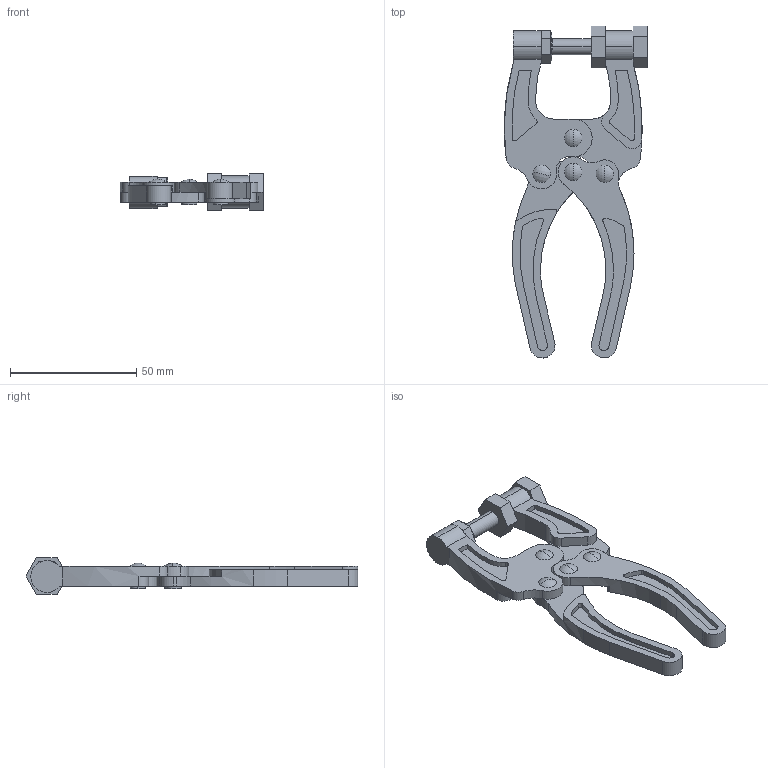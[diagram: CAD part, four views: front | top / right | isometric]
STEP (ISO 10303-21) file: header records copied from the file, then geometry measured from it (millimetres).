
FILE_DESCRIPTION (( 'STEP AP214' ), '1' );
FILE_NAME ('493799(GH-50350).STEP', '2019-01-16T02:55:32', ( 'LinWei' ), ( '' ), 'SwSTEP 2.0', 'SolidWorks 2016', '' );
FILE_SCHEMA (( 'AUTOMOTIVE_DESIGN' ));
Length unit declared in the file: millimetre
Products named in the file (5): Group1^493799(GH-50350); 493799(GH-50350); 35035001-1^493799(GH-50350); Group3^493799(GH-50350); Group2^493799(GH-50350)
Assembly tree (4 placements, depth 2):
  493799(GH-50350)
    Group1^493799(GH-50350)
    Group2^493799(GH-50350)
    Group3^493799(GH-50350)
    35035001-1^493799(GH-50350)
Bounding box: 56.85 x 131.48 x 14.27 mm (x, y, z)
Volume: 24587.7 mm3; surface area: 16420.5 mm2
Topology: 4 solids, 4 shells, 246 faces, 633 edges, 418 vertices
Faces by surface type: cylinder 144, plane 90, sphere 8, cone 2, torus 2
Entity records: 8411 total; most frequent: DIRECTION 1461, CARTESIAN_POINT 1310, ORIENTED_EDGE 1266, EDGE_CURVE 633, AXIS2_PLACEMENT_3D 577, VERTEX_POINT 418, CIRCLE 324, VECTOR 307
